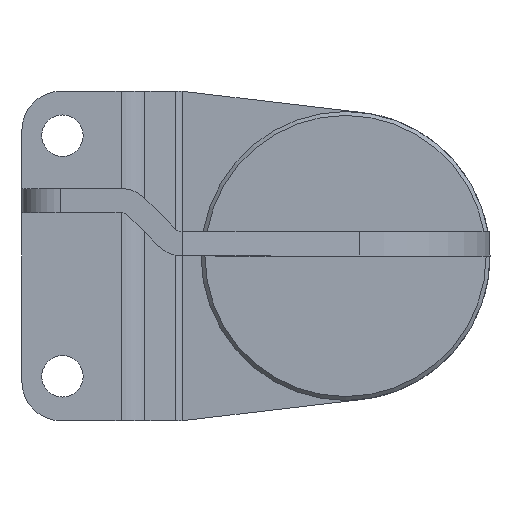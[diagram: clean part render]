
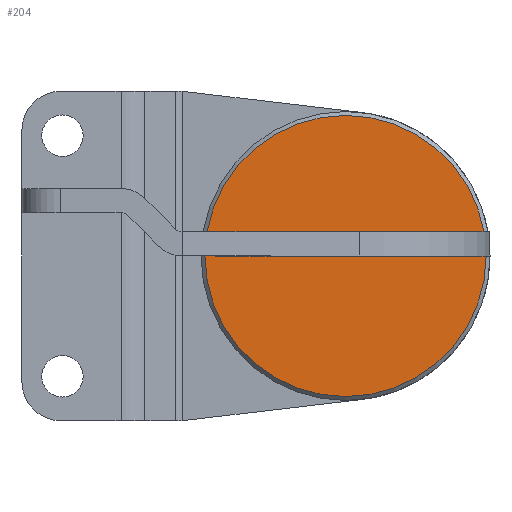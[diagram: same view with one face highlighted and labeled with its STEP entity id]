
A CAD part, left-side view. The second image highlights one B-rep face of the part: STEP entity #204.
In plain terms, the highlighted planar face has unit normal (-1, 0, 0).
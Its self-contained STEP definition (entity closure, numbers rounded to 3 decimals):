
#204 = ADVANCED_FACE( '', ( #327 ), #328, .T. );
#327 = FACE_OUTER_BOUND( '', #484, .T. );
#328 = PLANE( '', #485 );
#484 = EDGE_LOOP( '', ( #845 ) );
#485 = AXIS2_PLACEMENT_3D( '', #846, #847, #848 );
#845 = ORIENTED_EDGE( '', *, *, #1110, .T. );
#846 = CARTESIAN_POINT( '', ( 0., 0., 0. ) );
#847 = DIRECTION( '', ( -1., 0., 0. ) );
#848 = DIRECTION( '', ( 0., 0., 1. ) );
#1110 = EDGE_CURVE( '', #1321, #1321, #1322, .T. );
#1321 = VERTEX_POINT( '', #1928 );
#1322 = CIRCLE( '', #1929, 14.6 );
#1928 = CARTESIAN_POINT( '', ( 0., 0., 14.6 ) );
#1929 = AXIS2_PLACEMENT_3D( '', #2186, #2187, #2188 );
#2186 = CARTESIAN_POINT( '', ( 0., 0., 0. ) );
#2187 = DIRECTION( '', ( -1., 0., 0. ) );
#2188 = DIRECTION( '', ( 0., 0., 1. ) );
